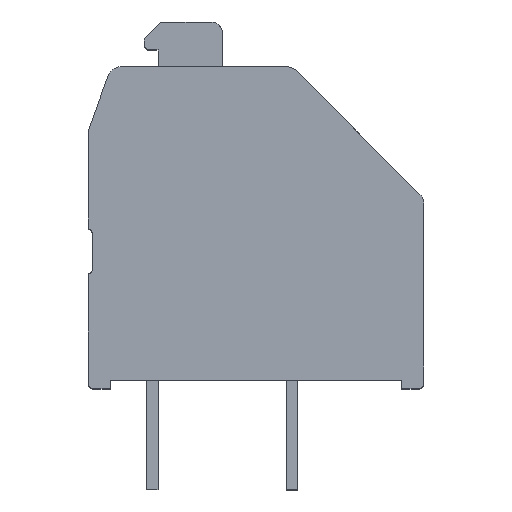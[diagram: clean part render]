
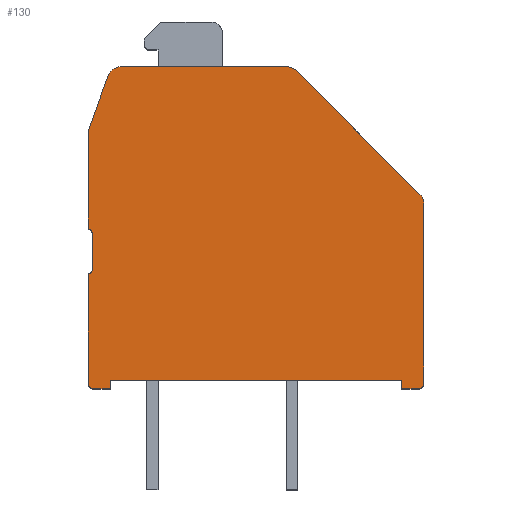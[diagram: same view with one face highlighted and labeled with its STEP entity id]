
A CAD part, top view. The second image highlights one B-rep face of the part: STEP entity #130.
In plain terms, the highlighted planar face has unit normal (0, 0, 1).
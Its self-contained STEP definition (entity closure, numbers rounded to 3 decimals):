
#130 = ADVANCED_FACE( '', ( #395 ), #396, .T. );
#395 = FACE_OUTER_BOUND( '', #805, .T. );
#396 = PLANE( '', #806 );
#805 = EDGE_LOOP( '', ( #1618, #1619, #1620, #1621, #1622, #1623, #1624, #1625, #1626, #1627, #1628, #1629, #1630, #1631, #1632, #1633, #1634, #1635, #1636 ) );
#806 = AXIS2_PLACEMENT_3D( '', #1637, #1638, #1639 );
#1618 = ORIENTED_EDGE( '', *, *, #2946, .T. );
#1619 = ORIENTED_EDGE( '', *, *, #2943, .F. );
#1620 = ORIENTED_EDGE( '', *, *, #2940, .T. );
#1621 = ORIENTED_EDGE( '', *, *, #2937, .F. );
#1622 = ORIENTED_EDGE( '', *, *, #2925, .T. );
#1623 = ORIENTED_EDGE( '', *, *, #3079, .T. );
#1624 = ORIENTED_EDGE( '', *, *, #3080, .T. );
#1625 = ORIENTED_EDGE( '', *, *, #3081, .T. );
#1626 = ORIENTED_EDGE( '', *, *, #2917, .T. );
#1627 = ORIENTED_EDGE( '', *, *, #3082, .T. );
#1628 = ORIENTED_EDGE( '', *, *, #3083, .T. );
#1629 = ORIENTED_EDGE( '', *, *, #3084, .T. );
#1630 = ORIENTED_EDGE( '', *, *, #2869, .T. );
#1631 = ORIENTED_EDGE( '', *, *, #2851, .T. );
#1632 = ORIENTED_EDGE( '', *, *, #3085, .T. );
#1633 = ORIENTED_EDGE( '', *, *, #2836, .T. );
#1634 = ORIENTED_EDGE( '', *, *, #3015, .T. );
#1635 = ORIENTED_EDGE( '', *, *, #3086, .T. );
#1636 = ORIENTED_EDGE( '', *, *, #3087, .T. );
#1637 = CARTESIAN_POINT( '', ( -7.3, 5.55, 11.5 ) );
#1638 = DIRECTION( '', ( 0., 0., 1. ) );
#1639 = DIRECTION( '', ( 1., 0., 0. ) );
#2836 = EDGE_CURVE( '', #3424, #3422, #3425, .T. );
#2851 = EDGE_CURVE( '', #3451, #3449, #3452, .T. );
#2869 = EDGE_CURVE( '', #3486, #3451, #3487, .T. );
#2917 = EDGE_CURVE( '', #3578, #3576, #3579, .T. );
#2925 = EDGE_CURVE( '', #3592, #3590, #3593, .T. );
#2937 = EDGE_CURVE( '', #3592, #3613, #3614, .T. );
#2940 = EDGE_CURVE( '', #3618, #3613, #3619, .T. );
#2943 = EDGE_CURVE( '', #3618, #3623, #3624, .T. );
#2946 = EDGE_CURVE( '', #3628, #3623, #3629, .T. );
#3015 = EDGE_CURVE( '', #3422, #3746, #3748, .T. );
#3079 = EDGE_CURVE( '', #3590, #3854, #3855, .T. );
#3080 = EDGE_CURVE( '', #3854, #3856, #3857, .T. );
#3081 = EDGE_CURVE( '', #3856, #3578, #3858, .T. );
#3082 = EDGE_CURVE( '', #3576, #3859, #3860, .T. );
#3083 = EDGE_CURVE( '', #3859, #3861, #3862, .T. );
#3084 = EDGE_CURVE( '', #3861, #3486, #3863, .T. );
#3085 = EDGE_CURVE( '', #3449, #3424, #3864, .T. );
#3086 = EDGE_CURVE( '', #3746, #3865, #3866, .T. );
#3087 = EDGE_CURVE( '', #3865, #3628, #3867, .T. );
#3422 = VERTEX_POINT( '', #4346 );
#3424 = VERTEX_POINT( '', #4349 );
#3425 = CIRCLE( '', #4350, 0.5 );
#3449 = VERTEX_POINT( '', #4379 );
#3451 = VERTEX_POINT( '', #4382 );
#3452 = CIRCLE( '', #4383, 0.5 );
#3486 = VERTEX_POINT( '', #4434 );
#3487 = LINE( '', #4435, #4436 );
#3576 = VERTEX_POINT( '', #4571 );
#3578 = VERTEX_POINT( '', #4574 );
#3579 = LINE( '', #4575, #4576 );
#3590 = VERTEX_POINT( '', #4593 );
#3592 = VERTEX_POINT( '', #4596 );
#3593 = LINE( '', #4597, #4598 );
#3613 = VERTEX_POINT( '', #4628 );
#3614 = CIRCLE( '', #4629, 0.15 );
#3618 = VERTEX_POINT( '', #4635 );
#3619 = LINE( '', #4636, #4637 );
#3623 = VERTEX_POINT( '', #4642 );
#3624 = CIRCLE( '', #4643, 0.15 );
#3628 = VERTEX_POINT( '', #4649 );
#3629 = LINE( '', #4650, #4651 );
#3746 = VERTEX_POINT( '', #4815 );
#3748 = LINE( '', #4818, #4819 );
#3854 = VERTEX_POINT( '', #4977 );
#3855 = CIRCLE( '', #4978, 0.2 );
#3856 = VERTEX_POINT( '', #4979 );
#3857 = LINE( '', #4980, #4981 );
#3858 = LINE( '', #4982, #4983 );
#3859 = VERTEX_POINT( '', #4984 );
#3860 = LINE( '', #4985, #4986 );
#3861 = VERTEX_POINT( '', #4987 );
#3862 = LINE( '', #4988, #4989 );
#3863 = CIRCLE( '', #4990, 0.2 );
#3864 = LINE( '', #4991, #4992 );
#3865 = VERTEX_POINT( '', #4993 );
#3866 = CIRCLE( '', #4994, 0.5 );
#3867 = LINE( '', #4995, #4996 );
#4346 = CARTESIAN_POINT( '', ( -0.207, 11.5, 11.5 ) );
#4349 = CARTESIAN_POINT( '', ( 0.146, 11.354, 11.5 ) );
#4350 = AXIS2_PLACEMENT_3D( '', #5655, #5656, #5657 );
#4379 = CARTESIAN_POINT( '', ( 4.554, 6.946, 11.5 ) );
#4382 = CARTESIAN_POINT( '', ( 4.7, 6.593, 11.5 ) );
#4383 = AXIS2_PLACEMENT_3D( '', #5688, #5689, #5690 );
#4434 = CARTESIAN_POINT( '', ( 4.7, 0.2, 11.5 ) );
#4435 = CARTESIAN_POINT( '', ( 4.7, 0.2, 11.5 ) );
#4436 = VECTOR( '', #5708, 1000. );
#4571 = CARTESIAN_POINT( '', ( 3.9, 0.3, 11.5 ) );
#4574 = CARTESIAN_POINT( '', ( -6.5, 0.3, 11.5 ) );
#4575 = CARTESIAN_POINT( '', ( -6.5, 0.3, 11.5 ) );
#4576 = VECTOR( '', #5756, 1000. );
#4593 = CARTESIAN_POINT( '', ( -7.3, 0.2, 11.5 ) );
#4596 = CARTESIAN_POINT( '', ( -7.3, 4.1, 11.5 ) );
#4597 = CARTESIAN_POINT( '', ( -7.3, 4.1, 11.5 ) );
#4598 = VECTOR( '', #5764, 1000. );
#4628 = CARTESIAN_POINT( '', ( -7.15, 4.25, 11.5 ) );
#4629 = AXIS2_PLACEMENT_3D( '', #5778, #5779, #5780 );
#4635 = CARTESIAN_POINT( '', ( -7.15, 5.55, 11.5 ) );
#4636 = CARTESIAN_POINT( '', ( -7.15, 5.55, 11.5 ) );
#4637 = VECTOR( '', #5783, 1000. );
#4642 = CARTESIAN_POINT( '', ( -7.3, 5.7, 11.5 ) );
#4643 = AXIS2_PLACEMENT_3D( '', #5788, #5789, #5790 );
#4649 = CARTESIAN_POINT( '', ( -7.3, 9.2, 11.5 ) );
#4650 = CARTESIAN_POINT( '', ( -7.3, 9.2, 11.5 ) );
#4651 = VECTOR( '', #5793, 1000. );
#4815 = CARTESIAN_POINT( '', ( -6.113, 11.5, 11.5 ) );
#4818 = CARTESIAN_POINT( '', ( -0.207, 11.5, 11.5 ) );
#4819 = VECTOR( '', #5902, 1000. );
#4977 = CARTESIAN_POINT( '', ( -7.1, 0., 11.5 ) );
#4978 = AXIS2_PLACEMENT_3D( '', #5988, #5989, #5990 );
#4979 = CARTESIAN_POINT( '', ( -6.5, 0., 11.5 ) );
#4980 = CARTESIAN_POINT( '', ( -7.1, 0., 11.5 ) );
#4981 = VECTOR( '', #5991, 1000. );
#4982 = CARTESIAN_POINT( '', ( -6.5, 0., 11.5 ) );
#4983 = VECTOR( '', #5992, 1000. );
#4984 = CARTESIAN_POINT( '', ( 3.9, 0., 11.5 ) );
#4985 = CARTESIAN_POINT( '', ( 3.9, 0.3, 11.5 ) );
#4986 = VECTOR( '', #5993, 1000. );
#4987 = CARTESIAN_POINT( '', ( 4.5, 0., 11.5 ) );
#4988 = CARTESIAN_POINT( '', ( 3.9, 0., 11.5 ) );
#4989 = VECTOR( '', #5994, 1000. );
#4990 = AXIS2_PLACEMENT_3D( '', #5995, #5996, #5997 );
#4991 = CARTESIAN_POINT( '', ( 4.554, 6.946, 11.5 ) );
#4992 = VECTOR( '', #5998, 1000. );
#4993 = CARTESIAN_POINT( '', ( -6.583, 11.171, 11.5 ) );
#4994 = AXIS2_PLACEMENT_3D( '', #5999, #6000, #6001 );
#4995 = CARTESIAN_POINT( '', ( -6.583, 11.171, 11.5 ) );
#4996 = VECTOR( '', #6002, 1000. );
#5655 = CARTESIAN_POINT( '', ( -0.207, 11., 11.5 ) );
#5656 = DIRECTION( '', ( 0., 0., 1. ) );
#5657 = DIRECTION( '', ( 1., 0., 0. ) );
#5688 = CARTESIAN_POINT( '', ( 4.2, 6.593, 11.5 ) );
#5689 = DIRECTION( '', ( 0., 0., 1. ) );
#5690 = DIRECTION( '', ( 1., 0., 0. ) );
#5708 = DIRECTION( '', ( 0., 1., 0. ) );
#5756 = DIRECTION( '', ( 1., 0., 0. ) );
#5764 = DIRECTION( '', ( 0., -1., 0. ) );
#5778 = CARTESIAN_POINT( '', ( -7.3, 4.25, 11.5 ) );
#5779 = DIRECTION( '', ( 0., 0., 1. ) );
#5780 = DIRECTION( '', ( 1., 0., 0. ) );
#5783 = DIRECTION( '', ( 0., -1., 0. ) );
#5788 = CARTESIAN_POINT( '', ( -7.3, 5.55, 11.5 ) );
#5789 = DIRECTION( '', ( 0., 0., 1. ) );
#5790 = DIRECTION( '', ( 1., 0., 0. ) );
#5793 = DIRECTION( '', ( 0., -1., 0. ) );
#5902 = DIRECTION( '', ( -1., 0., 0. ) );
#5988 = CARTESIAN_POINT( '', ( -7.1, 0.2, 11.5 ) );
#5989 = DIRECTION( '', ( 0., 0., 1. ) );
#5990 = DIRECTION( '', ( 1., 0., 0. ) );
#5991 = DIRECTION( '', ( 1., 0., 0. ) );
#5992 = DIRECTION( '', ( 0., 1., 0. ) );
#5993 = DIRECTION( '', ( 0., -1., 0. ) );
#5994 = DIRECTION( '', ( 1., 0., 0. ) );
#5995 = CARTESIAN_POINT( '', ( 4.5, 0.2, 11.5 ) );
#5996 = DIRECTION( '', ( 0., 0., 1. ) );
#5997 = DIRECTION( '', ( 1., 0., 0. ) );
#5998 = DIRECTION( '', ( -0.707, 0.707, 0. ) );
#5999 = CARTESIAN_POINT( '', ( -6.113, 11., 11.5 ) );
#6000 = DIRECTION( '', ( 0., 0., 1. ) );
#6001 = DIRECTION( '', ( 1., 0., 0. ) );
#6002 = DIRECTION( '', ( -0.342, -0.94, 0. ) );
